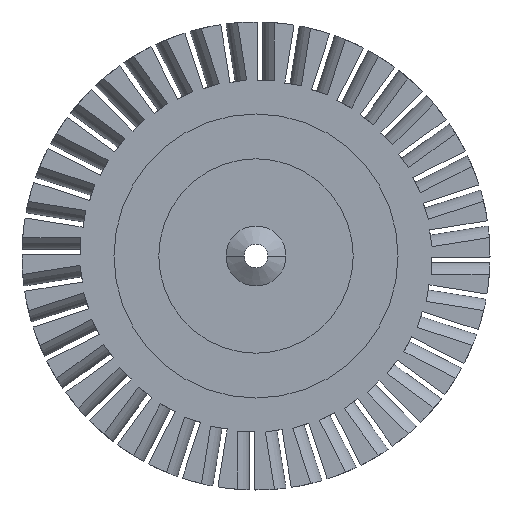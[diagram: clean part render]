
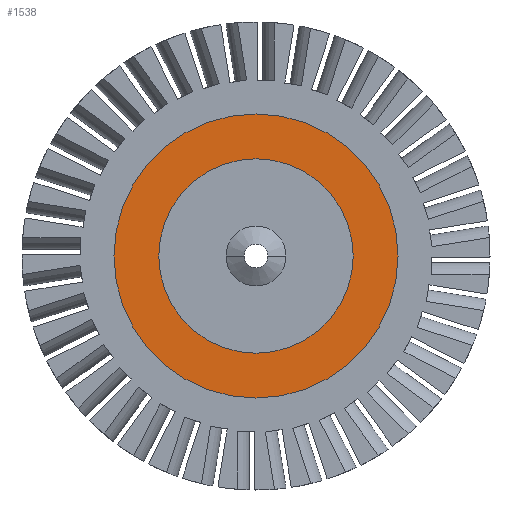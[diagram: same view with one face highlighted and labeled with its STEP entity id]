
A CAD part, front view. The second image highlights one B-rep face of the part: STEP entity #1538.
In plain terms, the highlighted planar face has unit normal (0, -1, 0).
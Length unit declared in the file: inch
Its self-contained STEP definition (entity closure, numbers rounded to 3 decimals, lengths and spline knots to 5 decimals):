
#1052 = CARTESIAN_POINT ( 'NONE',  ( 0., -0.2125, 0. ) ) ;
#1504 = VERTEX_POINT ( 'NONE', #15506 ) ;
#1538 = ADVANCED_FACE ( 'NONE', ( #6484, #15395 ), #4773, .F. ) ;
#1713 = AXIS2_PLACEMENT_3D ( 'NONE', #3059, #15159, #9702 ) ;
#2317 = DIRECTION ( 'NONE',  ( 1., 0., 0. ) ) ;
#2399 = DIRECTION ( 'NONE',  ( 1., 0., 0. ) ) ;
#2626 = ORIENTED_EDGE ( 'NONE', *, *, #11506, .F. ) ;
#2733 = CARTESIAN_POINT ( 'NONE',  ( 0., -0.2125, 0. ) ) ;
#3059 = CARTESIAN_POINT ( 'NONE',  ( 0., -0.2125, 0. ) ) ;
#3168 = CIRCLE ( 'NONE', #22700, 1.625 ) ;
#4773 = PLANE ( 'NONE',  #1713 ) ;
#5820 = CIRCLE ( 'NONE', #11717, 2.375 ) ;
#6161 = CIRCLE ( 'NONE', #19824, 1.625 ) ;
#6484 = FACE_BOUND ( 'NONE', #20994, .T. ) ;
#6563 = ORIENTED_EDGE ( 'NONE', *, *, #7392, .T. ) ;
#6999 = DIRECTION ( 'NONE',  ( 0., -1., 0. ) ) ;
#7392 = EDGE_CURVE ( 'NONE', #17741, #1504, #21696, .T. ) ;
#7563 = DIRECTION ( 'NONE',  ( 0., -1., 0. ) ) ;
#8845 = CARTESIAN_POINT ( 'NONE',  ( 2.375, -0.2125, 0. ) ) ;
#9702 = DIRECTION ( 'NONE',  ( -1., 0., 0. ) ) ;
#11506 = EDGE_CURVE ( 'NONE', #22035, #14748, #3168, .T. ) ;
#11717 = AXIS2_PLACEMENT_3D ( 'NONE', #2733, #20386, #17051 ) ;
#11747 = ORIENTED_EDGE ( 'NONE', *, *, #13918, .F. ) ;
#12884 = ORIENTED_EDGE ( 'NONE', *, *, #14403, .T. ) ;
#13126 = DIRECTION ( 'NONE',  ( 0., -1., 0. ) ) ;
#13649 = CARTESIAN_POINT ( 'NONE',  ( 1.625, -0.2125, 0. ) ) ;
#13918 = EDGE_CURVE ( 'NONE', #14748, #22035, #6161, .T. ) ;
#13938 = CARTESIAN_POINT ( 'NONE',  ( 0., -0.2125, 0. ) ) ;
#14291 = AXIS2_PLACEMENT_3D ( 'NONE', #16364, #7563, #2399 ) ;
#14403 = EDGE_CURVE ( 'NONE', #1504, #17741, #5820, .T. ) ;
#14452 = EDGE_LOOP ( 'NONE', ( #6563, #12884 ) ) ;
#14748 = VERTEX_POINT ( 'NONE', #13649 ) ;
#15159 = DIRECTION ( 'NONE',  ( 0., 1., 0. ) ) ;
#15395 = FACE_OUTER_BOUND ( 'NONE', #14452, .T. ) ;
#15506 = CARTESIAN_POINT ( 'NONE',  ( -2.375, -0.2125, 0. ) ) ;
#16364 = CARTESIAN_POINT ( 'NONE',  ( 0., -0.2125, 0. ) ) ;
#17051 = DIRECTION ( 'NONE',  ( 1., 0., 0. ) ) ;
#17741 = VERTEX_POINT ( 'NONE', #8845 ) ;
#18790 = CARTESIAN_POINT ( 'NONE',  ( -1.625, -0.2125, 0. ) ) ;
#19824 = AXIS2_PLACEMENT_3D ( 'NONE', #1052, #13126, #2317 ) ;
#20386 = DIRECTION ( 'NONE',  ( 0., -1., 0. ) ) ;
#20994 = EDGE_LOOP ( 'NONE', ( #11747, #2626 ) ) ;
#21004 = DIRECTION ( 'NONE',  ( 1., 0., 0. ) ) ;
#21696 = CIRCLE ( 'NONE', #14291, 2.375 ) ;
#22035 = VERTEX_POINT ( 'NONE', #18790 ) ;
#22700 = AXIS2_PLACEMENT_3D ( 'NONE', #13938, #6999, #21004 ) ;
